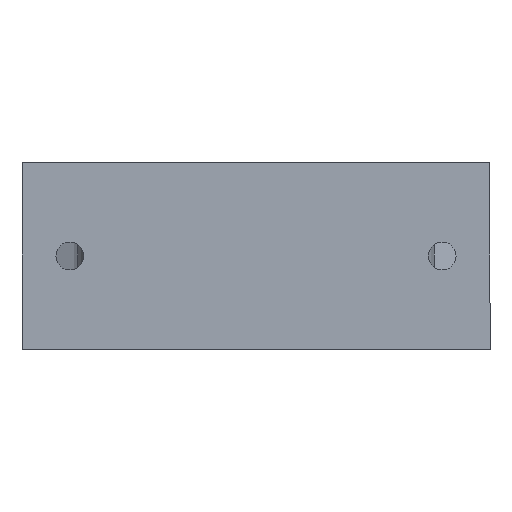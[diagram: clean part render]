
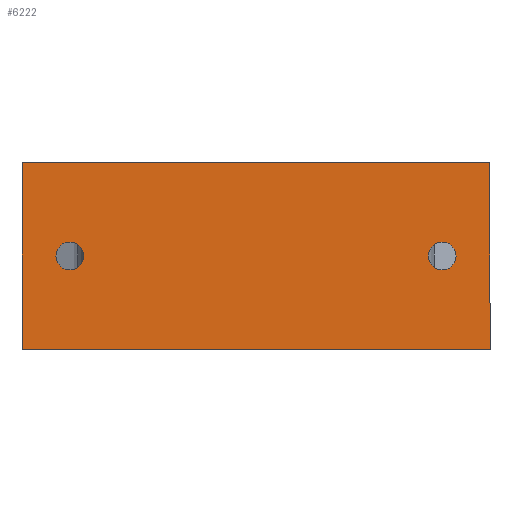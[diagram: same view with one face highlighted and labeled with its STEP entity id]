
A CAD part, front view. The second image highlights one B-rep face of the part: STEP entity #6222.
In plain terms, the highlighted planar face has unit normal (0, -1, 0).
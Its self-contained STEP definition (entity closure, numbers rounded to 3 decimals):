
#771 = VERTEX_POINT ( 'NONE', #3908 ) ;
#774 = VERTEX_POINT ( 'NONE', #4386 ) ;
#1018 = VECTOR ( 'NONE', #7922, 1000. ) ;
#1032 = LINE ( 'NONE', #7923, #1018 ) ;
#1078 = VECTOR ( 'NONE', #7970, 1000. ) ;
#1228 = CIRCLE ( 'NONE', #5158, 5.25 ) ;
#1303 = CIRCLE ( 'NONE', #5125, 5.25 ) ;
#1372 = VERTEX_POINT ( 'NONE', #4112 ) ;
#1408 = VERTEX_POINT ( 'NONE', #3915 ) ;
#1618 = VECTOR ( 'NONE', #8049, 1000. ) ;
#1631 = LINE ( 'NONE', #8048, #1618 ) ;
#1702 = CIRCLE ( 'NONE', #5123, 5.25 ) ;
#1711 = VECTOR ( 'NONE', #8247, 1000. ) ;
#1729 = LINE ( 'NONE', #8246, #1711 ) ;
#1775 = LINE ( 'NONE', #6072, #1078 ) ;
#1786 = CIRCLE ( 'NONE', #5141, 5.25 ) ;
#2066 = VERTEX_POINT ( 'NONE', #4015 ) ;
#2069 = VERTEX_POINT ( 'NONE', #4436 ) ;
#2262 = VERTEX_POINT ( 'NONE', #4393 ) ;
#2413 = VERTEX_POINT ( 'NONE', #4481 ) ;
#2663 = CARTESIAN_POINT ( 'NONE',  ( 70., -118., 0. ) ) ;
#2664 = DIRECTION ( 'NONE',  ( 0., 1., 0. ) ) ;
#2665 = DIRECTION ( 'NONE',  ( 0., 0., -1. ) ) ;
#2805 = CARTESIAN_POINT ( 'NONE',  ( -70., -118., 0. ) ) ;
#2806 = DIRECTION ( 'NONE',  ( 0., 1., 0. ) ) ;
#2807 = DIRECTION ( 'NONE',  ( 0., 0., -1. ) ) ;
#3047 = PLANE ( 'NONE',  #5014 ) ;
#3053 = CARTESIAN_POINT ( 'NONE',  ( -73.992, -118., -35. ) ) ;
#3054 = DIRECTION ( 'NONE',  ( 0., -1., 0. ) ) ;
#3055 = DIRECTION ( 'NONE',  ( 0., 0., -1. ) ) ;
#3908 = CARTESIAN_POINT ( 'NONE',  ( -88., -118., 35. ) ) ;
#3915 = CARTESIAN_POINT ( 'NONE',  ( 70., -118., -5.25 ) ) ;
#4015 = CARTESIAN_POINT ( 'NONE',  ( -70., -118., -5.25 ) ) ;
#4112 = CARTESIAN_POINT ( 'NONE',  ( 70., -118., 5.25 ) ) ;
#4386 = CARTESIAN_POINT ( 'NONE',  ( 88., -118., 35. ) ) ;
#4393 = CARTESIAN_POINT ( 'NONE',  ( 88., -118., -35. ) ) ;
#4436 = CARTESIAN_POINT ( 'NONE',  ( -70., -118., 5.25 ) ) ;
#4481 = CARTESIAN_POINT ( 'NONE',  ( -88., -118., -35. ) ) ;
#5014 = AXIS2_PLACEMENT_3D ( 'NONE', #3053, #3054, #3055 ) ;
#5123 = AXIS2_PLACEMENT_3D ( 'NONE', #2805, #2806, #2807 ) ;
#5125 = AXIS2_PLACEMENT_3D ( 'NONE', #2663, #2664, #2665 ) ;
#5141 = AXIS2_PLACEMENT_3D ( 'NONE', #8524, #8525, #8526 ) ;
#5158 = AXIS2_PLACEMENT_3D ( 'NONE', #7882, #7883, #7884 ) ;
#5253 = EDGE_CURVE ( 'NONE', #2413, #2262, #1775, .T. ) ;
#5260 = EDGE_CURVE ( 'NONE', #774, #771, #1032, .T. ) ;
#5286 = EDGE_CURVE ( 'NONE', #1372, #1408, #1228, .T. ) ;
#5325 = EDGE_CURVE ( 'NONE', #2262, #774, #1631, .T. ) ;
#5369 = EDGE_CURVE ( 'NONE', #771, #2413, #1729, .T. ) ;
#5425 = EDGE_CURVE ( 'NONE', #2069, #2066, #1786, .T. ) ;
#5790 = FACE_OUTER_BOUND ( 'NONE', #7767, .T. ) ;
#5792 = FACE_BOUND ( 'NONE', #7504, .T. ) ;
#5799 = FACE_BOUND ( 'NONE', #7240, .T. ) ;
#5929 = EDGE_CURVE ( 'NONE', #1408, #1372, #1303, .T. ) ;
#5948 = EDGE_CURVE ( 'NONE', #2066, #2069, #1702, .T. ) ;
#6072 = CARTESIAN_POINT ( 'NONE',  ( -73.992, -118., -35. ) ) ;
#6222 = ADVANCED_FACE ( 'NONE', ( #5790, #5799, #5792 ), #3047, .T. ) ;
#7240 = EDGE_LOOP ( 'NONE', ( #7553, #7552 ) ) ;
#7504 = EDGE_LOOP ( 'NONE', ( #7551, #7550 ) ) ;
#7550 = ORIENTED_EDGE ( 'NONE', *, *, #5286, .T. ) ;
#7551 = ORIENTED_EDGE ( 'NONE', *, *, #5929, .T. ) ;
#7552 = ORIENTED_EDGE ( 'NONE', *, *, #5425, .T. ) ;
#7553 = ORIENTED_EDGE ( 'NONE', *, *, #5948, .T. ) ;
#7554 = ORIENTED_EDGE ( 'NONE', *, *, #5260, .T. ) ;
#7555 = ORIENTED_EDGE ( 'NONE', *, *, #5325, .T. ) ;
#7556 = ORIENTED_EDGE ( 'NONE', *, *, #5253, .T. ) ;
#7557 = ORIENTED_EDGE ( 'NONE', *, *, #5369, .T. ) ;
#7767 = EDGE_LOOP ( 'NONE', ( #7557, #7556, #7555, #7554 ) ) ;
#7882 = CARTESIAN_POINT ( 'NONE',  ( 70., -118., 0. ) ) ;
#7883 = DIRECTION ( 'NONE',  ( 0., 1., 0. ) ) ;
#7884 = DIRECTION ( 'NONE',  ( 0., 0., -1. ) ) ;
#7922 = DIRECTION ( 'NONE',  ( -1., 0., 0. ) ) ;
#7923 = CARTESIAN_POINT ( 'NONE',  ( -73.992, -118., 35. ) ) ;
#7970 = DIRECTION ( 'NONE',  ( 1., 0., 0. ) ) ;
#8048 = CARTESIAN_POINT ( 'NONE',  ( 88., -118., -35. ) ) ;
#8049 = DIRECTION ( 'NONE',  ( 0., 0., 1. ) ) ;
#8246 = CARTESIAN_POINT ( 'NONE',  ( -88., -118., -35. ) ) ;
#8247 = DIRECTION ( 'NONE',  ( 0., 0., -1. ) ) ;
#8524 = CARTESIAN_POINT ( 'NONE',  ( -70., -118., 0. ) ) ;
#8525 = DIRECTION ( 'NONE',  ( 0., 1., 0. ) ) ;
#8526 = DIRECTION ( 'NONE',  ( 0., 0., -1. ) ) ;
